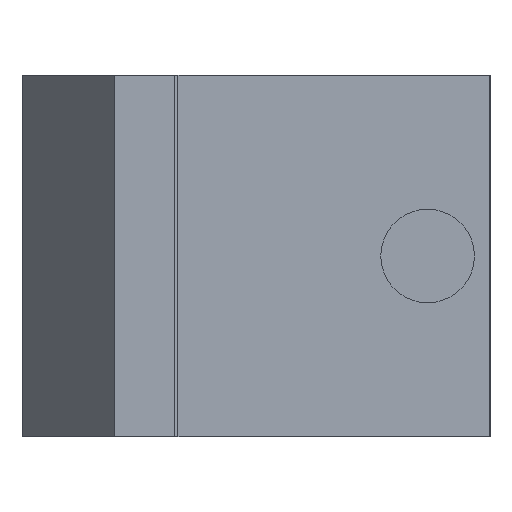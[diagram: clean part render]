
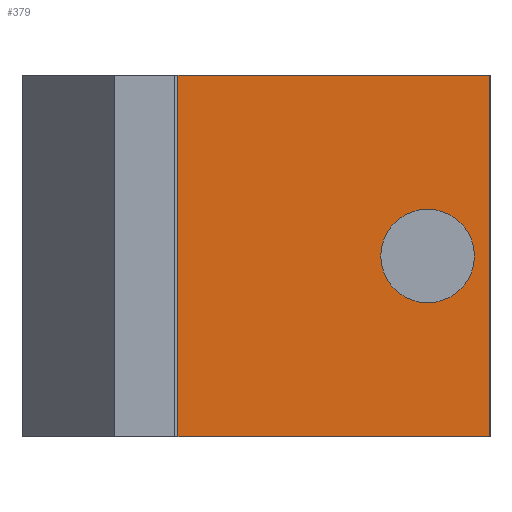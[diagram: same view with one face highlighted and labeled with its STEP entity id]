
A CAD part, left-side view. The second image highlights one B-rep face of the part: STEP entity #379.
In plain terms, the highlighted planar face has unit normal (-1, 0, 0).
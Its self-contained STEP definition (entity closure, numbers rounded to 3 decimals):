
#15=FACE_BOUND('',#55,.T.);
#16=CIRCLE('',#402,0.75);
#34=FACE_OUTER_BOUND('',#54,.T.);
#54=EDGE_LOOP('',(#314,#315,#316,#317));
#55=EDGE_LOOP('',(#318));
#72=LINE('',#543,#121);
#101=LINE('',#605,#150);
#102=LINE('',#608,#151);
#103=LINE('',#609,#152);
#121=VECTOR('',#440,10.);
#150=VECTOR('',#497,10.);
#151=VECTOR('',#500,10.);
#152=VECTOR('',#501,10.);
#168=VERTEX_POINT('',#540);
#169=VERTEX_POINT('',#542);
#175=VERTEX_POINT('',#556);
#188=VERTEX_POINT('',#603);
#189=VERTEX_POINT('',#607);
#204=EDGE_CURVE('',#168,#169,#72,.T.);
#211=EDGE_CURVE('',#175,#175,#16,.T.);
#235=EDGE_CURVE('',#188,#169,#101,.T.);
#236=EDGE_CURVE('',#188,#189,#102,.T.);
#237=EDGE_CURVE('',#189,#168,#103,.T.);
#314=ORIENTED_EDGE('',*,*,#236,.F.);
#315=ORIENTED_EDGE('',*,*,#235,.T.);
#316=ORIENTED_EDGE('',*,*,#204,.F.);
#317=ORIENTED_EDGE('',*,*,#237,.F.);
#318=ORIENTED_EDGE('',*,*,#211,.T.);
#359=PLANE('',#415);
#379=ADVANCED_FACE('',(#34,#15),#359,.T.);
#402=AXIS2_PLACEMENT_3D('',#557,#449,#450);
#415=AXIS2_PLACEMENT_3D('',#606,#498,#499);
#440=DIRECTION('',(0.,-1.,0.));
#449=DIRECTION('center_axis',(1.,0.,0.));
#450=DIRECTION('ref_axis',(0.,-1.,0.));
#497=DIRECTION('',(0.,0.,1.));
#498=DIRECTION('center_axis',(-1.,0.,0.));
#499=DIRECTION('ref_axis',(0.,-1.,0.));
#500=DIRECTION('',(0.,1.,0.));
#501=DIRECTION('',(0.,0.,1.));
#540=CARTESIAN_POINT('',(-13.5,4.,5.8));
#542=CARTESIAN_POINT('',(-13.5,-1.,5.8));
#543=CARTESIAN_POINT('',(-13.5,-1.,5.8));
#556=CARTESIAN_POINT('',(-13.5,0.75,2.9));
#557=CARTESIAN_POINT('Origin',(-13.5,0.,2.9));
#603=CARTESIAN_POINT('',(-13.5,-1.,0.));
#605=CARTESIAN_POINT('',(-13.5,-1.,0.));
#606=CARTESIAN_POINT('Origin',(-13.5,4.,0.));
#607=CARTESIAN_POINT('',(-13.5,4.,0.));
#608=CARTESIAN_POINT('',(-13.5,-1.,0.));
#609=CARTESIAN_POINT('',(-13.5,4.,0.));
